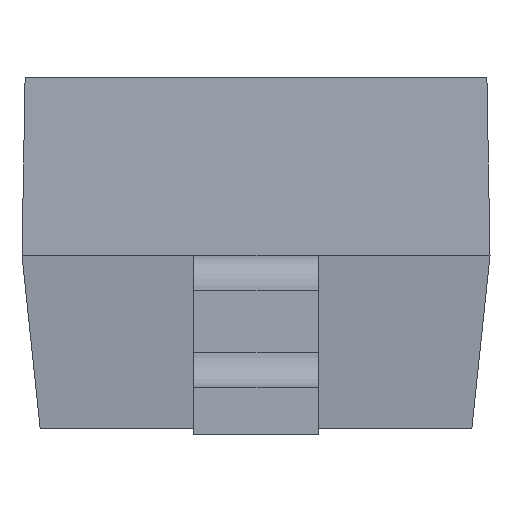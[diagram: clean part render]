
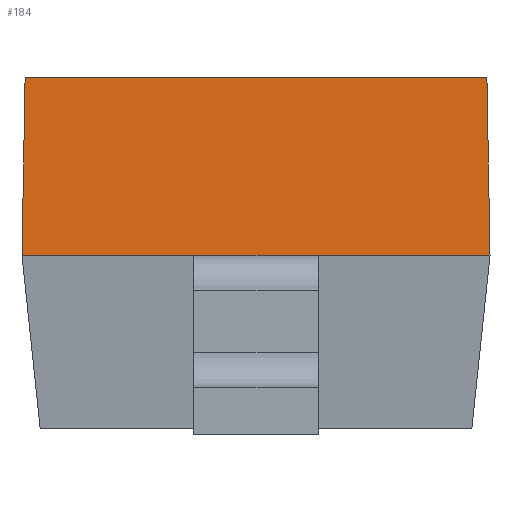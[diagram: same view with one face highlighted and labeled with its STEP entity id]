
A CAD part, left-side view. The second image highlights one B-rep face of the part: STEP entity #184.
In plain terms, the highlighted planar face has unit normal (-1, 0, 0.018).
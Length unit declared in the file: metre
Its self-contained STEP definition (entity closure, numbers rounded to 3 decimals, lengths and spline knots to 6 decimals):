
#184 = ADVANCED_FACE( '', ( #511 ), #512, .T. );
#218 = EDGE_CURVE( '', #572, #573, #574, .T. );
#278 = EDGE_CURVE( '', #649, #604, #660, .T. );
#352 = EDGE_CURVE( '', #572, #649, #761, .T. );
#396 = EDGE_CURVE( '', #508, #604, #813, .T. );
#432 = EDGE_CURVE( '', #573, #536, #855, .T. );
#458 = EDGE_CURVE( '', #536, #508, #883, .T. );
#508 = VERTEX_POINT( '', #934 );
#511 = FACE_OUTER_BOUND( '', #938, .T. );
#512 = PLANE( '', #939 );
#536 = VERTEX_POINT( '', #971 );
#572 = VERTEX_POINT( '', #1023 );
#573 = VERTEX_POINT( '', #1024 );
#574 = LINE( '', #1025, #1026 );
#604 = VERTEX_POINT( '', #1066 );
#649 = VERTEX_POINT( '', #1131 );
#660 = LINE( '', #1146, #1147 );
#761 = LINE( '', #1291, #1292 );
#813 = LINE( '', #1376, #1377 );
#855 = LINE( '', #1439, #1440 );
#883 = LINE( '', #1489, #1490 );
#934 = CARTESIAN_POINT( '', ( -0.000998, -0.000202, 0.000574 ) );
#938 = EDGE_LOOP( '', ( #1524, #1525, #1526, #1527, #1528, #1529 ) );
#939 = AXIS2_PLACEMENT_3D( '', #1530, #1531, #1532 );
#971 = CARTESIAN_POINT( '', ( -0.000998, 0.000198, 0.000574 ) );
#1023 = CARTESIAN_POINT( '', ( -0.000988, 0.000738, 0.001144 ) );
#1024 = CARTESIAN_POINT( '', ( -0.000998, 0.000748, 0.000574 ) );
#1025 = CARTESIAN_POINT( '', ( -0.000998, 0.000748, 0.0006 ) );
#1026 = VECTOR( '', #1587, 1. );
#1066 = CARTESIAN_POINT( '', ( -0.000998, -0.000752, 0.000574 ) );
#1131 = CARTESIAN_POINT( '', ( -0.000988, -0.000742, 0.001144 ) );
#1146 = CARTESIAN_POINT( '', ( -0.000997, -0.000751, 0.000608 ) );
#1147 = VECTOR( '', #1699, 1. );
#1291 = CARTESIAN_POINT( '', ( -0.000988, -0.000752, 0.001144 ) );
#1292 = VECTOR( '', #1855, 1. );
#1376 = CARTESIAN_POINT( '', ( -0.000998, -0.000752, 0.000574 ) );
#1377 = VECTOR( '', #1926, 1. );
#1439 = CARTESIAN_POINT( '', ( -0.000998, -0.000752, 0.000574 ) );
#1440 = VECTOR( '', #1993, 1. );
#1489 = CARTESIAN_POINT( '', ( -0.000998, -0.000752, 0.000574 ) );
#1490 = VECTOR( '', #2020, 1. );
#1524 = ORIENTED_EDGE( '', *, *, #432, .T. );
#1525 = ORIENTED_EDGE( '', *, *, #458, .T. );
#1526 = ORIENTED_EDGE( '', *, *, #396, .T. );
#1527 = ORIENTED_EDGE( '', *, *, #278, .F. );
#1528 = ORIENTED_EDGE( '', *, *, #352, .F. );
#1529 = ORIENTED_EDGE( '', *, *, #218, .T. );
#1530 = CARTESIAN_POINT( '', ( -0.000998, -0.000752, 0.000574 ) );
#1531 = DIRECTION( '', ( -1., 0., 0.017 ) );
#1532 = DIRECTION( '', ( 0., 1., 0. ) );
#1587 = DIRECTION( '', ( -0.017, 0.017, -1. ) );
#1699 = DIRECTION( '', ( -0.017, -0.017, -1. ) );
#1855 = DIRECTION( '', ( 0., -1., 0. ) );
#1926 = DIRECTION( '', ( 0., -1., 0. ) );
#1993 = DIRECTION( '', ( 0., -1., 0. ) );
#2020 = DIRECTION( '', ( 0., -1., 0. ) );
